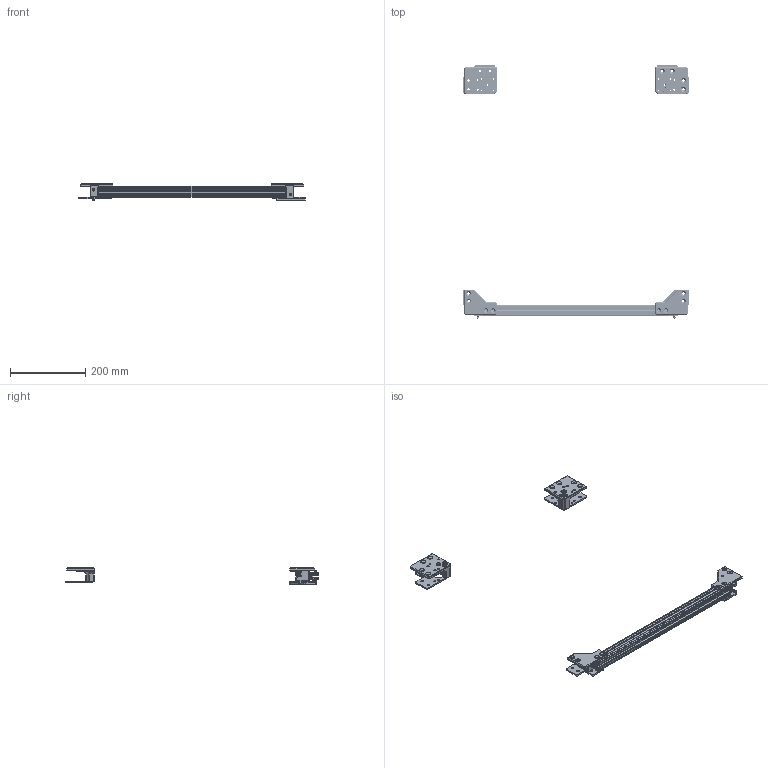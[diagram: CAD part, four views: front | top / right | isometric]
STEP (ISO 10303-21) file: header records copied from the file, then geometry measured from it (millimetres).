
FILE_DESCRIPTION(/* description */ (''),/* implementation_level */ '2;1');
FILE_NAME(/* name */ 'vc31400_closedfronttensionerandplates.step',/* time_stamp */ '2024-05-18T18:05:58-07:00',/* author */ (''),/* organization */ (''),/* preprocessor_version */ 'ST-DEVELOPER v20',/* originating_system */ 'Autodesk Translation Framework v13.14.0.145',/* authorisation */ '');
FILE_SCHEMA (('AUTOMOTIVE_DESIGN { 1 0 10303 214 3 1 1 }'));
Products named in the file (24): vc31400_closedfronttensionerandplates; cut front extrusion 495mm vcore400; front r plate; front r body2; front r tensioner body; rear l plate; rear r plate; rear r body1; front r body1; front l plate; fonrt l body1; front l tensioner body; washer stack (2); washer stack (1); rear l body; washer stack; 91294A219_Black-Oxide Alloy Steel Hex Drive Flat Head Screw(1); 91294A248_Black-Oxide Alloy Steel Hex Drive Flat Head Screw(1); Essentials+Assembly+-+400x400x400_Idler Pulley - Smooth for 2GT-20T -
 9mm Belt - 5mm Bore v1 (4); Essentials+Assembly+-+400x400x400_Idler Pulley - Smooth for 2GT-20T -
 9mm Belt - 5mm Bore v1 (4)_1; _MR105ZZ Bearing v1; _Bearing Spacer; Ball Bearing - 695ZZ v1; Ball Bearing - F695ZZ v1
Assembly tree (31 placements, depth 3):
  vc31400_closedfronttensionerandplates
    cut front extrusion 495mm vcore400
    front r plate
    front r body2
    front r tensioner body
    rear l plate
    rear r plate
    rear r body1
    front r body1
    front l plate
    fonrt l body1
    front l tensioner body
    washer stack (2)
    washer stack (1)
    rear l body
    washer stack
    91294A248_Black-Oxide Alloy Steel Hex Drive Flat Head Screw(1)  x2
    91294A219_Black-Oxide Alloy Steel Hex Drive Flat Head Screw(1)  x4
    Essentials+Assembly+-+400x400x400_Idler Pulley - Smooth for 2GT-20T -
 9mm Belt - 5mm Bore v1 (4)
      _MR105ZZ Bearing v1  x2
      _Bearing Spacer
    Essentials+Assembly+-+400x400x400_Idler Pulley - Smooth for 2GT-20T -
 9mm Belt - 5mm Bore v1 (4)_1
      _MR105ZZ Bearing v1  x2
      _Bearing Spacer
    Ball Bearing - 695ZZ v1
    Ball Bearing - F695ZZ v1
Bounding box: 600 x 671.44 x 45.2 mm (x, y, z)
Volume: 433231.3 mm3; surface area: 301556.7 mm2
Topology: 37 solids, 37 shells, 1462 faces, 3753 edges, 2406 vertices
Faces by surface type: cylinder 829, plane 422, cone 163, bspline 36, torus 12
Full cylindrical faces by diameter (mm): 3.1 x10, 3.961 x180, 4 x10, 4.701 x70, 5 x198, 5.1 x8, 5.5 x2, 6 x75, 6.1 x28, 6.2 x8, 6.5 x12, 7 x2, 7.5 x2, 7.7 x4, 8.5 x8, 10 x12, 11.5 x4, 12 x4, 12.2 x10, 13 x10, 15 x1, 16 x4, 24 x2
Entity records: 43700 total; most frequent: CARTESIAN_POINT 19991, ORIENTED_EDGE 4836, DIRECTION 4677, EDGE_CURVE 2418, AXIS2_PLACEMENT_3D 1686, VERTEX_POINT 1544, LINE 1305, VECTOR 1305
